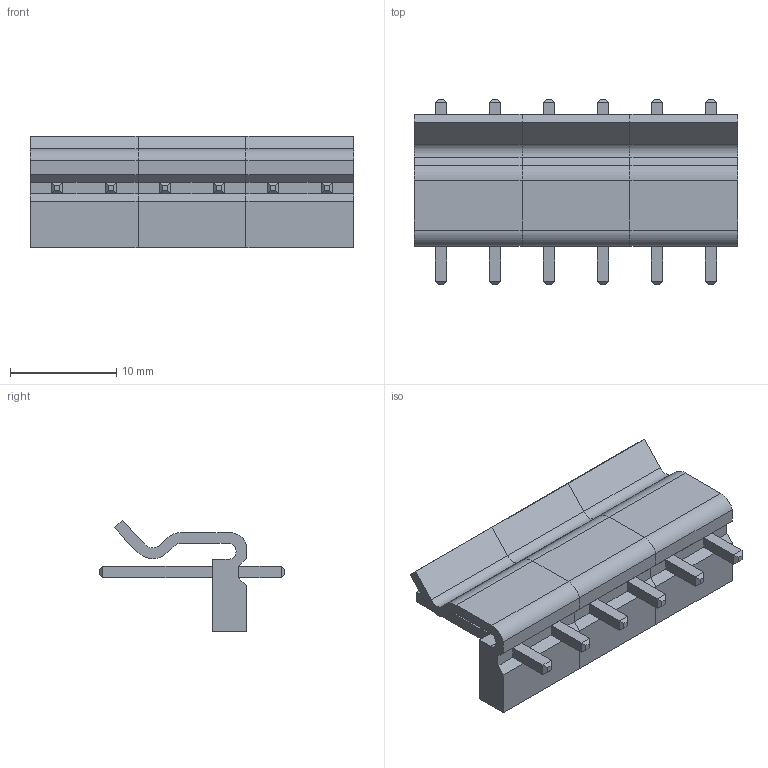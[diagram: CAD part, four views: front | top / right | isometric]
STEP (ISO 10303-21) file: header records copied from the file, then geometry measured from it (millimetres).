
FILE_DESCRIPTION(('STEP AP214'), '1');
FILE_NAME('MPW-6', '2022-12-12T10:13:58', ('ava'), (''), 'ASCON STEP Converter 1.3', 'ASCON Math Kernel', '');
FILE_SCHEMA(('AUTOMOTIVE_DESIGN { 1 0 10303 214 3 1 1}'));
Length unit declared in the file: millimetre
Products named in the file (2): 1; 2
Assembly tree (3 placements, depth 2):
  1
    2  x3
Bounding box: 30.48 x 17.4 x 10.45 mm (x, y, z)
Volume: 1186.9 mm3; surface area: 2108.2 mm2
Topology: 3 solids, 3 shells, 183 faces, 441 edges, 270 vertices
Faces by surface type: plane 159, bspline 18, cylinder 6
Entity records: 2495 total; most frequent: CARTESIAN_POINT 507, ORIENTED_EDGE 294, DIRECTION 250, EDGE_CURVE 147, LINE 124, VECTOR 124, VERTEX_POINT 90, AXIS2_PLACEMENT_3D 63
